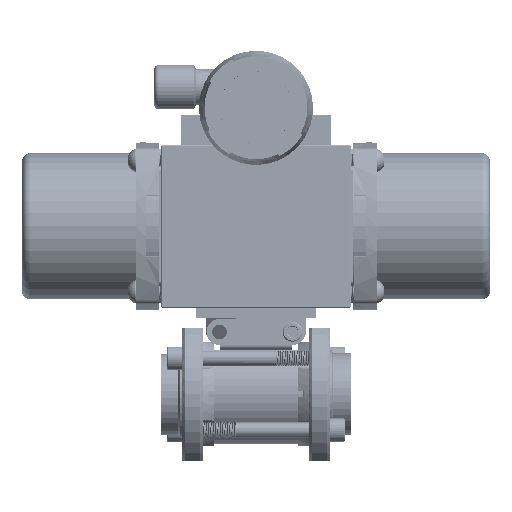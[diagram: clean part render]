
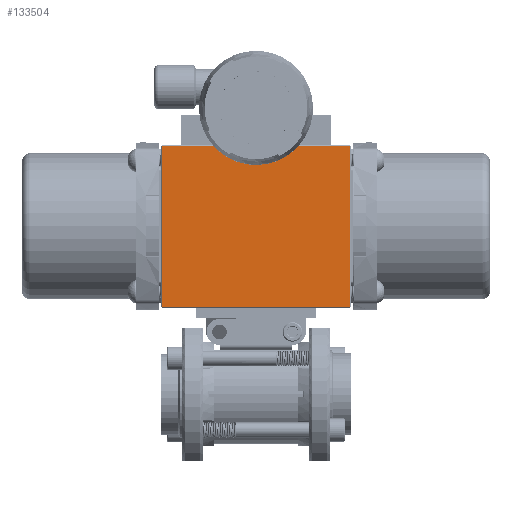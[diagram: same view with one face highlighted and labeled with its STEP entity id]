
A CAD part, top view. The second image highlights one B-rep face of the part: STEP entity #133504.
In plain terms, the highlighted planar face has unit normal (0, 0, 1).
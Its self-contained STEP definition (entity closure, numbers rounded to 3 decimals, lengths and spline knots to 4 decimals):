
#4825 = VERTEX_POINT ( 'NONE', #106881 ) ;
#9521 = LINE ( 'NONE', #102334, #99577 ) ;
#9888 = VERTEX_POINT ( 'NONE', #82581 ) ;
#14582 = PLANE ( 'NONE',  #79760 ) ;
#16148 = DIRECTION ( 'NONE',  ( 0., 0., -1. ) ) ;
#19179 = LINE ( 'NONE', #118563, #114887 ) ;
#47833 = FACE_OUTER_BOUND ( 'NONE', #203938, .T. ) ;
#64720 = ORIENTED_EDGE ( 'NONE', *, *, #232079, .T. ) ;
#74094 = EDGE_CURVE ( 'NONE', #145486, #75836, #9521, .T. ) ;
#75836 = VERTEX_POINT ( 'NONE', #93835 ) ;
#79760 = AXIS2_PLACEMENT_3D ( 'NONE', #105849, #16148, #142072 ) ;
#82581 = CARTESIAN_POINT ( 'NONE',  ( 2.251, 5.954, 1.55 ) ) ;
#84799 = ORIENTED_EDGE ( 'NONE', *, *, #173233, .T. ) ;
#93835 = CARTESIAN_POINT ( 'NONE',  ( 2.251, 2.094, 1.55 ) ) ;
#99577 = VECTOR ( 'NONE', #228439, 39.3701 ) ;
#102334 = CARTESIAN_POINT ( 'NONE',  ( -2.275, 2.094, 1.55 ) ) ;
#105849 = CARTESIAN_POINT ( 'NONE',  ( -2.275, 5.974, 1.55 ) ) ;
#106881 = CARTESIAN_POINT ( 'NONE',  ( -2.255, 5.954, 1.55 ) ) ;
#113477 = LINE ( 'NONE', #143751, #203673 ) ;
#114887 = VECTOR ( 'NONE', #172105, 39.3701 ) ;
#118563 = CARTESIAN_POINT ( 'NONE',  ( -2.275, 5.954, 1.55 ) ) ;
#133504 = ADVANCED_FACE ( 'NONE', ( #47833 ), #14582, .F. ) ;
#137918 = LINE ( 'NONE', #227729, #216835 ) ;
#142072 = DIRECTION ( 'NONE',  ( 0., -1., 0. ) ) ;
#143751 = CARTESIAN_POINT ( 'NONE',  ( 2.251, 5.974, 1.55 ) ) ;
#145486 = VERTEX_POINT ( 'NONE', #225673 ) ;
#152244 = ORIENTED_EDGE ( 'NONE', *, *, #168188, .T. ) ;
#159131 = DIRECTION ( 'NONE',  ( 0., -1., 0. ) ) ;
#168188 = EDGE_CURVE ( 'NONE', #9888, #4825, #19179, .T. ) ;
#172105 = DIRECTION ( 'NONE',  ( -1., 0., 0. ) ) ;
#173233 = EDGE_CURVE ( 'NONE', #75836, #9888, #113477, .T. ) ;
#179034 = ORIENTED_EDGE ( 'NONE', *, *, #74094, .T. ) ;
#195726 = DIRECTION ( 'NONE',  ( 0., 1., 0. ) ) ;
#203673 = VECTOR ( 'NONE', #195726, 39.3701 ) ;
#203938 = EDGE_LOOP ( 'NONE', ( #84799, #152244, #64720, #179034 ) ) ;
#216835 = VECTOR ( 'NONE', #159131, 39.3701 ) ;
#225673 = CARTESIAN_POINT ( 'NONE',  ( -2.255, 2.094, 1.55 ) ) ;
#227729 = CARTESIAN_POINT ( 'NONE',  ( -2.255, 2.074, 1.55 ) ) ;
#228439 = DIRECTION ( 'NONE',  ( 1., 0., 0. ) ) ;
#232079 = EDGE_CURVE ( 'NONE', #4825, #145486, #137918, .T. ) ;
